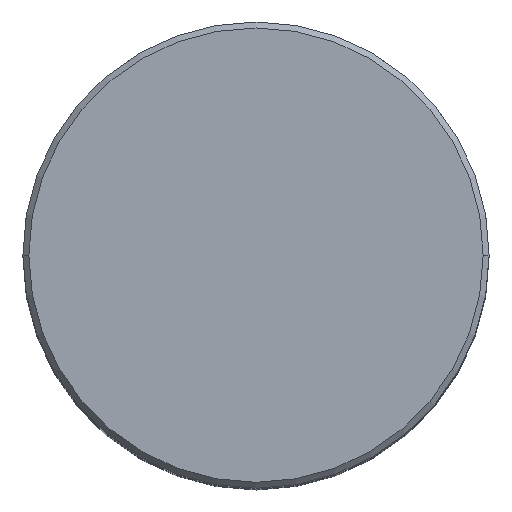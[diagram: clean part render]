
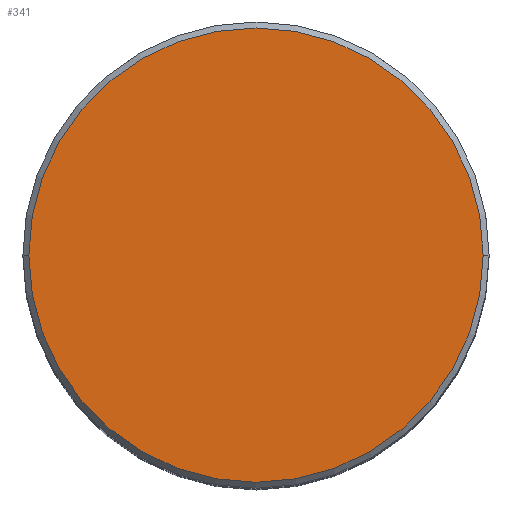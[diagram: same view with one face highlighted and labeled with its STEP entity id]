
A CAD part, top view. The second image highlights one B-rep face of the part: STEP entity #341.
In plain terms, the highlighted planar face has unit normal (0, 0, 1).
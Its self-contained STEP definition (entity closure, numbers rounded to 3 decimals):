
#19 = DIRECTION ( 'NONE',  ( 1., 0., 0. ) ) ;
#77 = EDGE_CURVE ( 'NONE', #556, #133, #336, .T. ) ;
#96 = DIRECTION ( 'NONE',  ( 1., 0., 0. ) ) ;
#99 = AXIS2_PLACEMENT_3D ( 'NONE', #551, #443, #19 ) ;
#133 = VERTEX_POINT ( 'NONE', #219 ) ;
#150 = ORIENTED_EDGE ( 'NONE', *, *, #371, .T. ) ;
#154 = DIRECTION ( 'NONE',  ( 0., 0., 1. ) ) ;
#216 = CARTESIAN_POINT ( 'NONE',  ( -19., 0., 62.628 ) ) ;
#219 = CARTESIAN_POINT ( 'NONE',  ( 19., 0., 62.628 ) ) ;
#222 = EDGE_LOOP ( 'NONE', ( #454, #150 ) ) ;
#259 = CARTESIAN_POINT ( 'NONE',  ( 0., 0., 62.628 ) ) ;
#308 = PLANE ( 'NONE',  #399 ) ;
#336 = CIRCLE ( 'NONE', #99, 19. ) ;
#341 = ADVANCED_FACE ( 'NONE', ( #581 ), #308, .T. ) ;
#354 = AXIS2_PLACEMENT_3D ( 'NONE', #413, #683, #96 ) ;
#371 = EDGE_CURVE ( 'NONE', #133, #556, #566, .T. ) ;
#399 = AXIS2_PLACEMENT_3D ( 'NONE', #259, #154, #468 ) ;
#413 = CARTESIAN_POINT ( 'NONE',  ( 0., 0., 62.628 ) ) ;
#443 = DIRECTION ( 'NONE',  ( 0., 0., 1. ) ) ;
#454 = ORIENTED_EDGE ( 'NONE', *, *, #77, .T. ) ;
#468 = DIRECTION ( 'NONE',  ( 1., 0., 0. ) ) ;
#551 = CARTESIAN_POINT ( 'NONE',  ( 0., 0., 62.628 ) ) ;
#556 = VERTEX_POINT ( 'NONE', #216 ) ;
#566 = CIRCLE ( 'NONE', #354, 19. ) ;
#581 = FACE_OUTER_BOUND ( 'NONE', #222, .T. ) ;
#683 = DIRECTION ( 'NONE',  ( 0., 0., 1. ) ) ;
